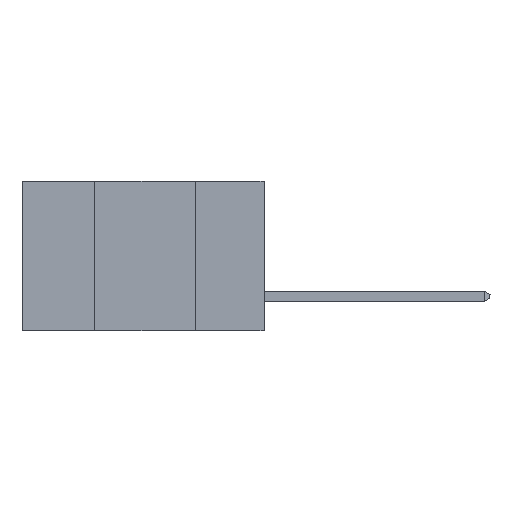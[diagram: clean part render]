
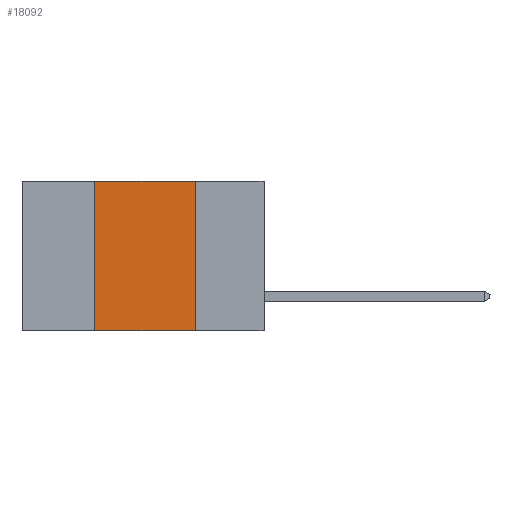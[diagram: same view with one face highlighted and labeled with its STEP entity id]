
A CAD part, left-side view. The second image highlights one B-rep face of the part: STEP entity #18092.
In plain terms, the highlighted planar face has unit normal (-1, 0, 0).
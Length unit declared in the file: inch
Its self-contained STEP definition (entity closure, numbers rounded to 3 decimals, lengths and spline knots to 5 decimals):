
#758 = PLANE ( 'NONE',  #18607 ) ;
#1508 = EDGE_CURVE ( 'NONE', #3807, #9494, #16956, .T. ) ;
#1904 = DIRECTION ( 'NONE',  ( 0., -1., 0. ) ) ;
#1920 = ORIENTED_EDGE ( 'NONE', *, *, #3956, .T. ) ;
#2160 = CARTESIAN_POINT ( 'NONE',  ( 0., 0.6, -0.37 ) ) ;
#3620 = CARTESIAN_POINT ( 'NONE',  ( 0., 0.42, -0.37 ) ) ;
#3807 = VERTEX_POINT ( 'NONE', #6938 ) ;
#3956 = EDGE_CURVE ( 'NONE', #21344, #7375, #15747, .T. ) ;
#4139 = CARTESIAN_POINT ( 'NONE',  ( 0., 0.17, 0. ) ) ;
#4662 = DIRECTION ( 'NONE',  ( 1., 0., 0. ) ) ;
#4775 = EDGE_LOOP ( 'NONE', ( #15020, #16134, #20641, #1920 ) ) ;
#6938 = CARTESIAN_POINT ( 'NONE',  ( 0., 0.42, 0. ) ) ;
#7174 = VECTOR ( 'NONE', #1904, 39.37008 ) ;
#7375 = VERTEX_POINT ( 'NONE', #15227 ) ;
#7890 = VECTOR ( 'NONE', #14377, 39.37008 ) ;
#8260 = DIRECTION ( 'NONE',  ( 0., 0., -1. ) ) ;
#8548 = CARTESIAN_POINT ( 'NONE',  ( 0., 0.17, -0.37 ) ) ;
#9118 = EDGE_CURVE ( 'NONE', #9494, #7375, #13652, .T. ) ;
#9494 = VERTEX_POINT ( 'NONE', #4139 ) ;
#9752 = VECTOR ( 'NONE', #21640, 39.37008 ) ;
#12858 = EDGE_CURVE ( 'NONE', #21344, #3807, #14620, .T. ) ;
#13652 = LINE ( 'NONE', #8548, #17775 ) ;
#14377 = DIRECTION ( 'NONE',  ( 0., -1., 0. ) ) ;
#14620 = LINE ( 'NONE', #14757, #9752 ) ;
#14757 = CARTESIAN_POINT ( 'NONE',  ( 0., 0.42, -0.37 ) ) ;
#14909 = CARTESIAN_POINT ( 'NONE',  ( 0., 0.6, 0. ) ) ;
#15020 = ORIENTED_EDGE ( 'NONE', *, *, #9118, .F. ) ;
#15227 = CARTESIAN_POINT ( 'NONE',  ( 0., 0.17, -0.37 ) ) ;
#15692 = CARTESIAN_POINT ( 'NONE',  ( 0., 0.6, 0. ) ) ;
#15747 = LINE ( 'NONE', #2160, #7174 ) ;
#16134 = ORIENTED_EDGE ( 'NONE', *, *, #1508, .F. ) ;
#16956 = LINE ( 'NONE', #14909, #7890 ) ;
#17447 = DIRECTION ( 'NONE',  ( 0., 0., -1. ) ) ;
#17775 = VECTOR ( 'NONE', #8260, 39.37008 ) ;
#18092 = ADVANCED_FACE ( 'NONE', ( #20565 ), #758, .F. ) ;
#18607 = AXIS2_PLACEMENT_3D ( 'NONE', #15692, #4662, #17447 ) ;
#20565 = FACE_OUTER_BOUND ( 'NONE', #4775, .T. ) ;
#20641 = ORIENTED_EDGE ( 'NONE', *, *, #12858, .F. ) ;
#21344 = VERTEX_POINT ( 'NONE', #3620 ) ;
#21640 = DIRECTION ( 'NONE',  ( 0., 0., 1. ) ) ;
